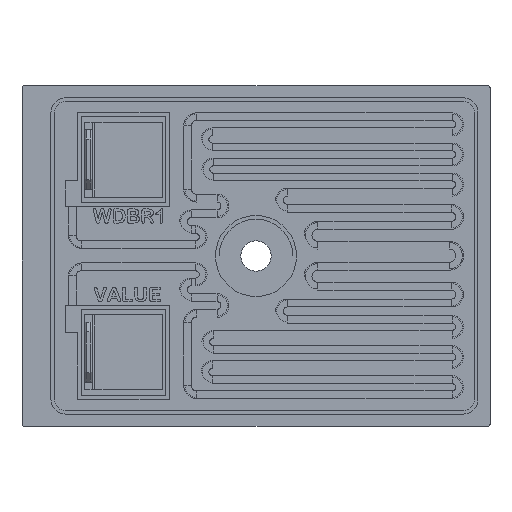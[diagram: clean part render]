
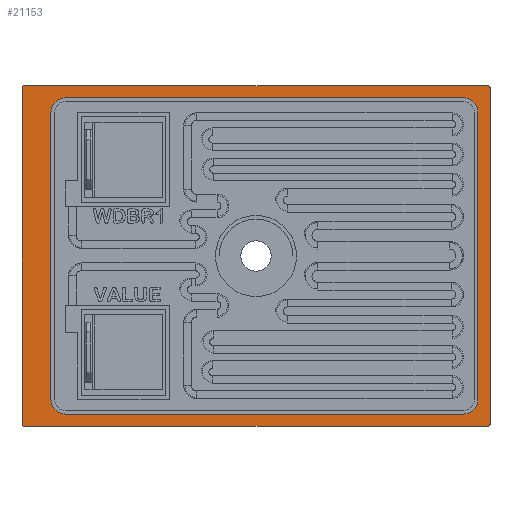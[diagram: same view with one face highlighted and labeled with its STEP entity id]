
A CAD part, top view. The second image highlights one B-rep face of the part: STEP entity #21153.
In plain terms, the highlighted face is planar.
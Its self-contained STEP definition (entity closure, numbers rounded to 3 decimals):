
#244 = CARTESIAN_POINT ( 'NONE',  ( 167.319, 14.58, 0.9 ) ) ;
#406 = VERTEX_POINT ( 'NONE', #21406 ) ;
#738 = VECTOR ( 'NONE', #4154, 1000. ) ;
#838 = DIRECTION ( 'NONE',  ( 0., -1., 0. ) ) ;
#1233 = EDGE_CURVE ( 'NONE', #3375, #7274, #9116, .T. ) ;
#1528 = ORIENTED_EDGE ( 'NONE', *, *, #13427, .F. ) ;
#1584 = LINE ( 'NONE', #8289, #2101 ) ;
#1789 = AXIS2_PLACEMENT_3D ( 'NONE', #20407, #10140, #22129 ) ;
#1809 = CIRCLE ( 'NONE', #16531, 0.2 ) ;
#1817 = PLANE ( 'NONE',  #11975 ) ;
#1954 = DIRECTION ( 'NONE',  ( 1., 0., 0. ) ) ;
#2101 = VECTOR ( 'NONE', #20263, 1000. ) ;
#2299 = EDGE_CURVE ( 'NONE', #22025, #12727, #10697, .T. ) ;
#2310 = EDGE_CURVE ( 'NONE', #17851, #5294, #15781, .T. ) ;
#2351 = VERTEX_POINT ( 'NONE', #4349 ) ;
#2368 = CARTESIAN_POINT ( 'NONE',  ( 209.253, 14.58, 0.9 ) ) ;
#2543 = VERTEX_POINT ( 'NONE', #10505 ) ;
#2782 = CARTESIAN_POINT ( 'NONE',  ( 167.319, 47.89, 0.9 ) ) ;
#2999 = VERTEX_POINT ( 'NONE', #2368 ) ;
#3032 = CARTESIAN_POINT ( 'NONE',  ( 167.319, 47.89, 0.9 ) ) ;
#3375 = VERTEX_POINT ( 'NONE', #3556 ) ;
#3556 = CARTESIAN_POINT ( 'NONE',  ( 162.947, 49.16, 0.9 ) ) ;
#4058 = FACE_BOUND ( 'NONE', #17530, .T. ) ;
#4117 = DIRECTION ( 'NONE',  ( 0., 0., 1. ) ) ;
#4128 = VERTEX_POINT ( 'NONE', #16754 ) ;
#4154 = DIRECTION ( 'NONE',  ( -1., 0., 0. ) ) ;
#4246 = CARTESIAN_POINT ( 'NONE',  ( 162.747, 48.96, 0.9 ) ) ;
#4349 = CARTESIAN_POINT ( 'NONE',  ( 211.847, 49.16, 0.9 ) ) ;
#4415 = CARTESIAN_POINT ( 'NONE',  ( 165.795, 46.366, 0.9 ) ) ;
#4584 = CARTESIAN_POINT ( 'NONE',  ( 209.253, 46.366, 0.9 ) ) ;
#4714 = DIRECTION ( 'NONE',  ( -1., 0., 0. ) ) ;
#5294 = VERTEX_POINT ( 'NONE', #4415 ) ;
#5342 = VECTOR ( 'NONE', #1954, 1000. ) ;
#5530 = CIRCLE ( 'NONE', #16419, 0.2 ) ;
#5537 = EDGE_CURVE ( 'NONE', #6341, #2999, #13936, .T. ) ;
#5624 = CARTESIAN_POINT ( 'NONE',  ( 167.319, 16.104, 0.9 ) ) ;
#5663 = DIRECTION ( 'NONE',  ( 0., 0., 1. ) ) ;
#5754 = ORIENTED_EDGE ( 'NONE', *, *, #5537, .F. ) ;
#5777 = ORIENTED_EDGE ( 'NONE', *, *, #2310, .F. ) ;
#6284 = DIRECTION ( 'NONE',  ( 1., 0., 0. ) ) ;
#6325 = ORIENTED_EDGE ( 'NONE', *, *, #11956, .T. ) ;
#6341 = VERTEX_POINT ( 'NONE', #244 ) ;
#6653 = DIRECTION ( 'NONE',  ( 0., 0., 1. ) ) ;
#6667 = CARTESIAN_POINT ( 'NONE',  ( 210.777, 46.366, 0.9 ) ) ;
#7274 = VERTEX_POINT ( 'NONE', #21885 ) ;
#7351 = DIRECTION ( 'NONE',  ( 1., 0., 0. ) ) ;
#7430 = CARTESIAN_POINT ( 'NONE',  ( 165.795, 16.104, 0.9 ) ) ;
#7487 = EDGE_CURVE ( 'NONE', #12727, #4128, #5530, .T. ) ;
#7540 = EDGE_CURVE ( 'NONE', #7274, #2543, #19207, .T. ) ;
#7623 = CARTESIAN_POINT ( 'NONE',  ( 211.847, 13.51, 0.9 ) ) ;
#7663 = ORIENTED_EDGE ( 'NONE', *, *, #18291, .T. ) ;
#7831 = CIRCLE ( 'NONE', #19587, 1.524 ) ;
#8289 = CARTESIAN_POINT ( 'NONE',  ( 210.777, 46.366, 0.9 ) ) ;
#8513 = ORIENTED_EDGE ( 'NONE', *, *, #19388, .F. ) ;
#8711 = DIRECTION ( 'NONE',  ( 0., 0., 1. ) ) ;
#8738 = ORIENTED_EDGE ( 'NONE', *, *, #11921, .F. ) ;
#9016 = ORIENTED_EDGE ( 'NONE', *, *, #11554, .T. ) ;
#9067 = EDGE_CURVE ( 'NONE', #406, #17851, #21077, .T. ) ;
#9116 = CIRCLE ( 'NONE', #1789, 0.2 ) ;
#9229 = CARTESIAN_POINT ( 'NONE',  ( 162.947, 13.31, 0.9 ) ) ;
#9237 = CARTESIAN_POINT ( 'NONE',  ( 211.847, 48.96, 0.9 ) ) ;
#9299 = LINE ( 'NONE', #14442, #738 ) ;
#9359 = DIRECTION ( 'NONE',  ( 1., 0., 0. ) ) ;
#9453 = CARTESIAN_POINT ( 'NONE',  ( 162.947, 13.31, 0.9 ) ) ;
#9564 = CARTESIAN_POINT ( 'NONE',  ( 212.047, 13.51, 0.9 ) ) ;
#9883 = AXIS2_PLACEMENT_3D ( 'NONE', #4584, #16588, #6284 ) ;
#10102 = VERTEX_POINT ( 'NONE', #18883 ) ;
#10140 = DIRECTION ( 'NONE',  ( 0., 0., 1. ) ) ;
#10396 = ORIENTED_EDGE ( 'NONE', *, *, #2299, .T. ) ;
#10505 = CARTESIAN_POINT ( 'NONE',  ( 162.747, 13.51, 0.9 ) ) ;
#10697 = LINE ( 'NONE', #9229, #15264 ) ;
#10788 = CARTESIAN_POINT ( 'NONE',  ( 212.047, 48.96, 0.9 ) ) ;
#10873 = ORIENTED_EDGE ( 'NONE', *, *, #7540, .T. ) ;
#10973 = DIRECTION ( 'NONE',  ( 1., 0., 0. ) ) ;
#11183 = VECTOR ( 'NONE', #14312, 1000. ) ;
#11225 = DIRECTION ( 'NONE',  ( 0., 1., 0. ) ) ;
#11554 = EDGE_CURVE ( 'NONE', #4128, #16296, #16721, .T. ) ;
#11728 = ORIENTED_EDGE ( 'NONE', *, *, #7487, .T. ) ;
#11889 = CIRCLE ( 'NONE', #15454, 1.524 ) ;
#11921 = EDGE_CURVE ( 'NONE', #14673, #6341, #11889, .T. ) ;
#11956 = EDGE_CURVE ( 'NONE', #16296, #2351, #19921, .T. ) ;
#11970 = ORIENTED_EDGE ( 'NONE', *, *, #21501, .F. ) ;
#11975 = AXIS2_PLACEMENT_3D ( 'NONE', #15529, #8711, #20706 ) ;
#12673 = VECTOR ( 'NONE', #11225, 1000. ) ;
#12727 = VERTEX_POINT ( 'NONE', #19085 ) ;
#13427 = EDGE_CURVE ( 'NONE', #16104, #406, #13783, .T. ) ;
#13783 = CIRCLE ( 'NONE', #9883, 1.524 ) ;
#13936 = LINE ( 'NONE', #20761, #5342 ) ;
#14120 = VECTOR ( 'NONE', #838, 1000. ) ;
#14312 = DIRECTION ( 'NONE',  ( 0., -1., 0. ) ) ;
#14388 = CARTESIAN_POINT ( 'NONE',  ( 167.319, 46.366, 0.9 ) ) ;
#14442 = CARTESIAN_POINT ( 'NONE',  ( 211.847, 49.16, 0.9 ) ) ;
#14673 = VERTEX_POINT ( 'NONE', #7430 ) ;
#15206 = LINE ( 'NONE', #21059, #11183 ) ;
#15264 = VECTOR ( 'NONE', #21239, 1000. ) ;
#15454 = AXIS2_PLACEMENT_3D ( 'NONE', #5624, #17639, #7351 ) ;
#15529 = CARTESIAN_POINT ( 'NONE',  ( 162.947, 13.51, 0.9 ) ) ;
#15781 = CIRCLE ( 'NONE', #19302, 1.524 ) ;
#15942 = CARTESIAN_POINT ( 'NONE',  ( 162.947, 13.51, 0.9 ) ) ;
#16104 = VERTEX_POINT ( 'NONE', #6667 ) ;
#16135 = DIRECTION ( 'NONE',  ( 1., 0., 0. ) ) ;
#16296 = VERTEX_POINT ( 'NONE', #10788 ) ;
#16419 = AXIS2_PLACEMENT_3D ( 'NONE', #7623, #19637, #9359 ) ;
#16531 = AXIS2_PLACEMENT_3D ( 'NONE', #15942, #5663, #17675 ) ;
#16588 = DIRECTION ( 'NONE',  ( 0., 0., 1. ) ) ;
#16721 = LINE ( 'NONE', #9564, #12673 ) ;
#16754 = CARTESIAN_POINT ( 'NONE',  ( 212.047, 13.51, 0.9 ) ) ;
#16953 = CARTESIAN_POINT ( 'NONE',  ( 209.253, 16.104, 0.9 ) ) ;
#17453 = EDGE_CURVE ( 'NONE', #10102, #16104, #1584, .T. ) ;
#17530 = EDGE_LOOP ( 'NONE', ( #8513, #5777, #20814, #1528, #22166, #11970, #5754, #8738 ) ) ;
#17639 = DIRECTION ( 'NONE',  ( 0., 0., 1. ) ) ;
#17675 = DIRECTION ( 'NONE',  ( 1., 0., 0. ) ) ;
#17851 = VERTEX_POINT ( 'NONE', #2782 ) ;
#18118 = ORIENTED_EDGE ( 'NONE', *, *, #1233, .T. ) ;
#18240 = EDGE_CURVE ( 'NONE', #2543, #22025, #1809, .T. ) ;
#18291 = EDGE_CURVE ( 'NONE', #2351, #3375, #9299, .T. ) ;
#18546 = EDGE_LOOP ( 'NONE', ( #21401, #10396, #11728, #9016, #6325, #7663, #18118, #10873 ) ) ;
#18643 = DIRECTION ( 'NONE',  ( 1., 0., 0. ) ) ;
#18883 = CARTESIAN_POINT ( 'NONE',  ( 210.777, 16.104, 0.9 ) ) ;
#18890 = AXIS2_PLACEMENT_3D ( 'NONE', #9237, #21246, #10973 ) ;
#19085 = CARTESIAN_POINT ( 'NONE',  ( 211.847, 13.31, 0.9 ) ) ;
#19207 = LINE ( 'NONE', #4246, #14120 ) ;
#19302 = AXIS2_PLACEMENT_3D ( 'NONE', #14388, #4117, #16135 ) ;
#19388 = EDGE_CURVE ( 'NONE', #5294, #14673, #15206, .T. ) ;
#19587 = AXIS2_PLACEMENT_3D ( 'NONE', #16953, #6653, #18643 ) ;
#19637 = DIRECTION ( 'NONE',  ( 0., 0., 1. ) ) ;
#19921 = CIRCLE ( 'NONE', #18890, 0.2 ) ;
#20263 = DIRECTION ( 'NONE',  ( 0., 1., 0. ) ) ;
#20407 = CARTESIAN_POINT ( 'NONE',  ( 162.947, 48.96, 0.9 ) ) ;
#20706 = DIRECTION ( 'NONE',  ( 1., 0., 0. ) ) ;
#20761 = CARTESIAN_POINT ( 'NONE',  ( 209.253, 14.58, 0.9 ) ) ;
#20814 = ORIENTED_EDGE ( 'NONE', *, *, #9067, .F. ) ;
#21059 = CARTESIAN_POINT ( 'NONE',  ( 165.795, 16.104, 0.9 ) ) ;
#21077 = LINE ( 'NONE', #3032, #21623 ) ;
#21153 = ADVANCED_FACE ( 'NONE', ( #4058, #21793 ), #1817, .T. ) ;
#21239 = DIRECTION ( 'NONE',  ( 1., 0., 0. ) ) ;
#21246 = DIRECTION ( 'NONE',  ( 0., 0., 1. ) ) ;
#21401 = ORIENTED_EDGE ( 'NONE', *, *, #18240, .T. ) ;
#21406 = CARTESIAN_POINT ( 'NONE',  ( 209.253, 47.89, 0.9 ) ) ;
#21501 = EDGE_CURVE ( 'NONE', #2999, #10102, #7831, .T. ) ;
#21623 = VECTOR ( 'NONE', #4714, 1000. ) ;
#21793 = FACE_OUTER_BOUND ( 'NONE', #18546, .T. ) ;
#21885 = CARTESIAN_POINT ( 'NONE',  ( 162.747, 48.96, 0.9 ) ) ;
#22025 = VERTEX_POINT ( 'NONE', #9453 ) ;
#22129 = DIRECTION ( 'NONE',  ( 1., 0., 0. ) ) ;
#22166 = ORIENTED_EDGE ( 'NONE', *, *, #17453, .F. ) ;
